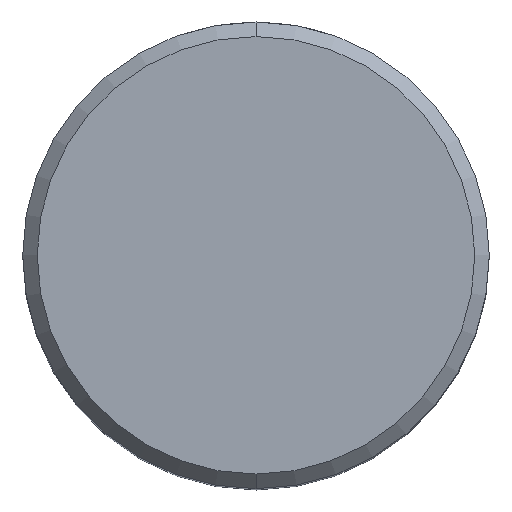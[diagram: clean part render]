
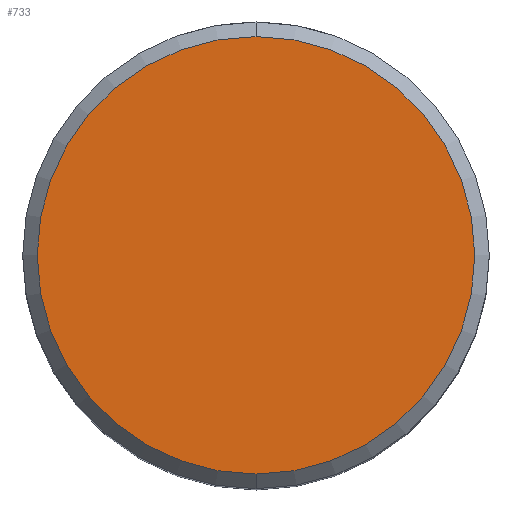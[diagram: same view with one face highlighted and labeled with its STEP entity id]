
A CAD part, top view. The second image highlights one B-rep face of the part: STEP entity #733.
In plain terms, the highlighted planar face has unit normal (0, 0, 1).
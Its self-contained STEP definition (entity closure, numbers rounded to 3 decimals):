
#331=VERTEX_POINT('',#942);
#371=EDGE_CURVE('',#477,#331,#987,.T.);
#403=EDGE_CURVE('',#331,#477,#1021,.T.);
#477=VERTEX_POINT('',#1100);
#733=ADVANCED_FACE('',(#1380),#1381,.T.);
#942=CARTESIAN_POINT('',(0.0,15.0,0.0));
#987=CIRCLE('',#1697,15.0);
#1021=CIRCLE('',#3437,15.0);
#1100=CARTESIAN_POINT('',(0.,-15.0,0.0));
#1380=FACE_OUTER_BOUND('',#7911,.T.);
#1381=PLANE('',#7912);
#1697=AXIS2_PLACEMENT_3D('',#10444,#10445,#10446);
#3437=AXIS2_PLACEMENT_3D('',#10471,#10472,#10473);
#7911=EDGE_LOOP('',(#10844,#10845));
#7912=AXIS2_PLACEMENT_3D('',#10846,#10847,#10848);
#10444=CARTESIAN_POINT('',(0.0,0.0,0.0));
#10445=DIRECTION('',(0.0,0.0,-1.0));
#10446=DIRECTION('',(0.0,1.0,0.0));
#10471=CARTESIAN_POINT('',(0.0,0.0,0.0));
#10472=DIRECTION('',(0.0,0.0,-1.0));
#10473=DIRECTION('',(0.0,1.0,0.0));
#10844=ORIENTED_EDGE('',*,*,#403,.F.);
#10845=ORIENTED_EDGE('',*,*,#371,.F.);
#10846=CARTESIAN_POINT('',(0.0,7.5,0.0));
#10847=DIRECTION('',(-0.0,0.0,1.0));
#10848=DIRECTION('',(0.0,-1.0,0.0));
